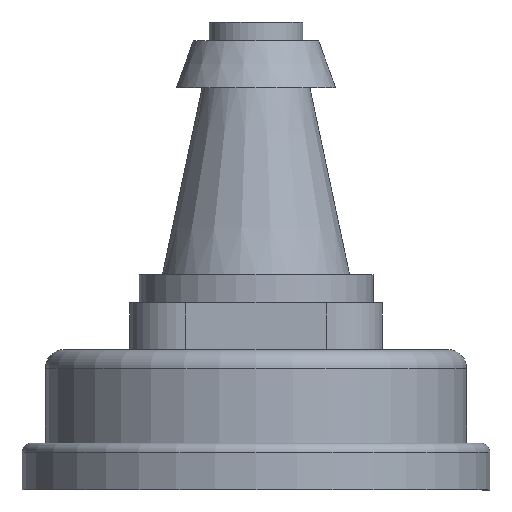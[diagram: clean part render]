
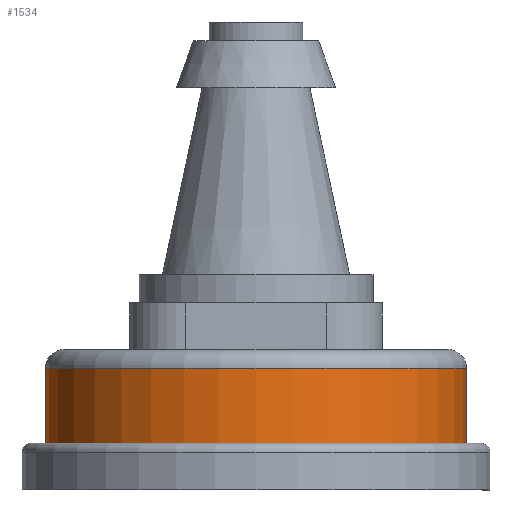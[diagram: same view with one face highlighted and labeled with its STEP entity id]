
A CAD part, left-side view. The second image highlights one B-rep face of the part: STEP entity #1534.
In plain terms, the highlighted cylindrical face has radius 22.5 mm (diameter 45 mm), a partial arc.
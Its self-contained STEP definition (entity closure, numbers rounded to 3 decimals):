
#2 = VERTEX_POINT ( 'NONE', #1071 ) ;
#62 = ORIENTED_EDGE ( 'NONE', *, *, #921, .F. ) ;
#66 = CARTESIAN_POINT ( 'NONE',  ( 0., 0., 0. ) ) ;
#106 = VERTEX_POINT ( 'NONE', #194 ) ;
#111 = DIRECTION ( 'NONE',  ( 0., 0., -1. ) ) ;
#144 = VERTEX_POINT ( 'NONE', #560 ) ;
#169 = DIRECTION ( 'NONE',  ( 0., -1., 0. ) ) ;
#173 = LINE ( 'NONE', #819, #1037 ) ;
#193 = DIRECTION ( 'NONE',  ( 0., 0., 1. ) ) ;
#194 = CARTESIAN_POINT ( 'NONE',  ( 0., -22.5, 8. ) ) ;
#213 = ORIENTED_EDGE ( 'NONE', *, *, #701, .T. ) ;
#234 = ORIENTED_EDGE ( 'NONE', *, *, #1307, .T. ) ;
#361 = CYLINDRICAL_SURFACE ( 'NONE', #914, 22.5 ) ;
#367 = AXIS2_PLACEMENT_3D ( 'NONE', #1545, #406, #169 ) ;
#384 = LINE ( 'NONE', #1129, #1420 ) ;
#406 = DIRECTION ( 'NONE',  ( 0., 0., -1. ) ) ;
#513 = DIRECTION ( 'NONE',  ( 0., 1., 0. ) ) ;
#560 = CARTESIAN_POINT ( 'NONE',  ( 0., -22.5, 0. ) ) ;
#624 = VERTEX_POINT ( 'NONE', #1418 ) ;
#679 = DIRECTION ( 'NONE',  ( 0., 0., -1. ) ) ;
#682 = EDGE_LOOP ( 'NONE', ( #62, #1339, #213, #234 ) ) ;
#701 = EDGE_CURVE ( 'NONE', #624, #2, #384, .T. ) ;
#775 = CARTESIAN_POINT ( 'NONE',  ( 0., 0., 10. ) ) ;
#790 = CIRCLE ( 'NONE', #367, 22.5 ) ;
#819 = CARTESIAN_POINT ( 'NONE',  ( 0., -22.5, 10. ) ) ;
#830 = CIRCLE ( 'NONE', #1292, 22.5 ) ;
#872 = DIRECTION ( 'NONE',  ( 0., 0., -1. ) ) ;
#914 = AXIS2_PLACEMENT_3D ( 'NONE', #775, #872, #513 ) ;
#921 = EDGE_CURVE ( 'NONE', #106, #144, #173, .T. ) ;
#1037 = VECTOR ( 'NONE', #679, 1000. ) ;
#1071 = CARTESIAN_POINT ( 'NONE',  ( 0., 22.5, 0. ) ) ;
#1103 = EDGE_CURVE ( 'NONE', #106, #624, #790, .T. ) ;
#1129 = CARTESIAN_POINT ( 'NONE',  ( 0., 22.5, 10. ) ) ;
#1228 = DIRECTION ( 'NONE',  ( 0., -1., 0. ) ) ;
#1292 = AXIS2_PLACEMENT_3D ( 'NONE', #66, #193, #1228 ) ;
#1307 = EDGE_CURVE ( 'NONE', #2, #144, #830, .T. ) ;
#1339 = ORIENTED_EDGE ( 'NONE', *, *, #1103, .T. ) ;
#1418 = CARTESIAN_POINT ( 'NONE',  ( 0., 22.5, 8. ) ) ;
#1420 = VECTOR ( 'NONE', #111, 1000. ) ;
#1432 = FACE_OUTER_BOUND ( 'NONE', #682, .T. ) ;
#1534 = ADVANCED_FACE ( 'NONE', ( #1432 ), #361, .T. ) ;
#1545 = CARTESIAN_POINT ( 'NONE',  ( 0., 0., 8. ) ) ;
